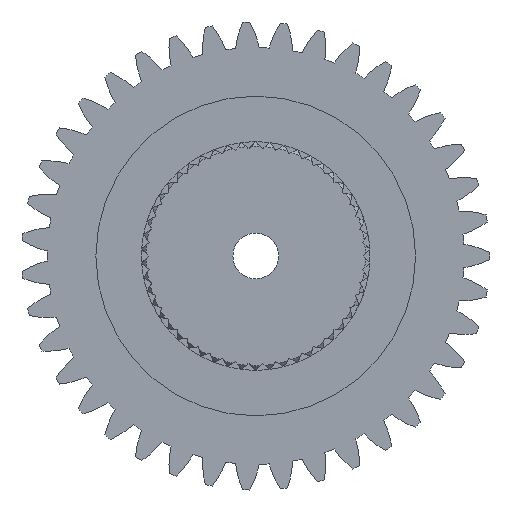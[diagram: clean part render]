
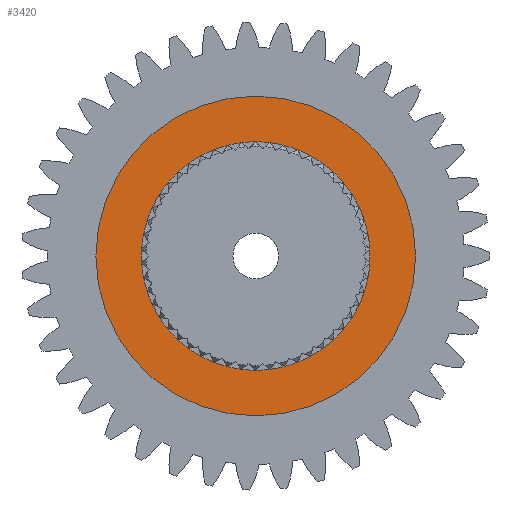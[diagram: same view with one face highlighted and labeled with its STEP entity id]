
A CAD part, left-side view. The second image highlights one B-rep face of the part: STEP entity #3420.
In plain terms, the highlighted planar face has unit normal (-1, 0, 0).
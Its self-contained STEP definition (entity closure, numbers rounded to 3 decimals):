
#105 = AXIS2_PLACEMENT_3D ( 'NONE', #11196, #222, #260 ) ;
#222 = DIRECTION ( 'NONE',  ( 1., 0., 0. ) ) ;
#260 = DIRECTION ( 'NONE',  ( 0., 0., -1. ) ) ;
#1855 = CIRCLE ( 'NONE', #11419, 3.5 ) ;
#2036 = CARTESIAN_POINT ( 'NONE',  ( 1., 0., -3.5 ) ) ;
#2235 = DIRECTION ( 'NONE',  ( 0., 0., 1. ) ) ;
#2280 = CARTESIAN_POINT ( 'NONE',  ( 1., 0., 0. ) ) ;
#2285 = EDGE_LOOP ( 'NONE', ( #10588, #3075 ) ) ;
#2645 = EDGE_CURVE ( 'NONE', #8126, #10715, #11133, .T. ) ;
#2648 = FACE_OUTER_BOUND ( 'NONE', #5435, .T. ) ;
#2677 = CARTESIAN_POINT ( 'NONE',  ( 1., 0., 0. ) ) ;
#2753 = CARTESIAN_POINT ( 'NONE',  ( 1., 0., 0. ) ) ;
#2877 = DIRECTION ( 'NONE',  ( 0., 0., -1. ) ) ;
#3075 = ORIENTED_EDGE ( 'NONE', *, *, #3951, .T. ) ;
#3175 = DIRECTION ( 'NONE',  ( 0., 0., -1. ) ) ;
#3333 = CARTESIAN_POINT ( 'NONE',  ( 1., 0., -2.5 ) ) ;
#3420 = ADVANCED_FACE ( 'NONE', ( #10429, #2648 ), #9288, .F. ) ;
#3951 = EDGE_CURVE ( 'NONE', #6210, #9336, #9170, .T. ) ;
#4022 = CARTESIAN_POINT ( 'NONE',  ( 1., 0., 3.5 ) ) ;
#4840 = ORIENTED_EDGE ( 'NONE', *, *, #6443, .T. ) ;
#5435 = EDGE_LOOP ( 'NONE', ( #10770, #4840 ) ) ;
#5798 = AXIS2_PLACEMENT_3D ( 'NONE', #2280, #5875, #2235 ) ;
#5816 = AXIS2_PLACEMENT_3D ( 'NONE', #5839, #11309, #3175 ) ;
#5839 = CARTESIAN_POINT ( 'NONE',  ( 1., 0., 0. ) ) ;
#5875 = DIRECTION ( 'NONE',  ( -1., 0., 0. ) ) ;
#5881 = CARTESIAN_POINT ( 'NONE',  ( 1., 0., 2.5 ) ) ;
#6206 = DIRECTION ( 'NONE',  ( 0., 0., 1. ) ) ;
#6210 = VERTEX_POINT ( 'NONE', #5881 ) ;
#6443 = EDGE_CURVE ( 'NONE', #10715, #8126, #1855, .T. ) ;
#6552 = EDGE_CURVE ( 'NONE', #9336, #6210, #10080, .T. ) ;
#8008 = DIRECTION ( 'NONE',  ( -1., 0., 0. ) ) ;
#8126 = VERTEX_POINT ( 'NONE', #4022 ) ;
#9170 = CIRCLE ( 'NONE', #5816, 2.5 ) ;
#9288 = PLANE ( 'NONE',  #105 ) ;
#9336 = VERTEX_POINT ( 'NONE', #3333 ) ;
#10080 = CIRCLE ( 'NONE', #11179, 2.5 ) ;
#10429 = FACE_BOUND ( 'NONE', #2285, .T. ) ;
#10588 = ORIENTED_EDGE ( 'NONE', *, *, #6552, .T. ) ;
#10715 = VERTEX_POINT ( 'NONE', #2036 ) ;
#10770 = ORIENTED_EDGE ( 'NONE', *, *, #2645, .T. ) ;
#10926 = DIRECTION ( 'NONE',  ( 1., 0., 0. ) ) ;
#11133 = CIRCLE ( 'NONE', #5798, 3.5 ) ;
#11179 = AXIS2_PLACEMENT_3D ( 'NONE', #2753, #10926, #2877 ) ;
#11196 = CARTESIAN_POINT ( 'NONE',  ( 1., 0., 0. ) ) ;
#11309 = DIRECTION ( 'NONE',  ( 1., 0., 0. ) ) ;
#11419 = AXIS2_PLACEMENT_3D ( 'NONE', #2677, #8008, #6206 ) ;
